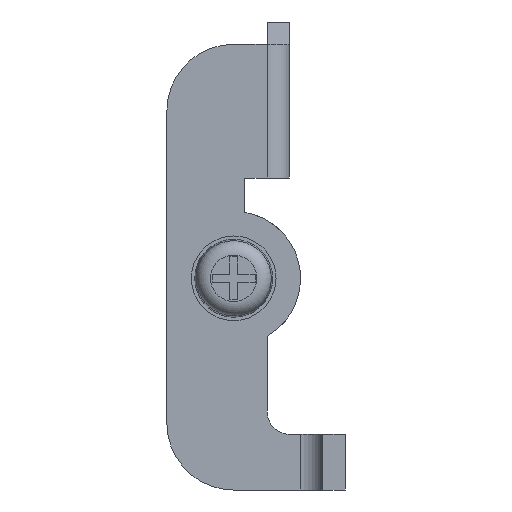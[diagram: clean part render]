
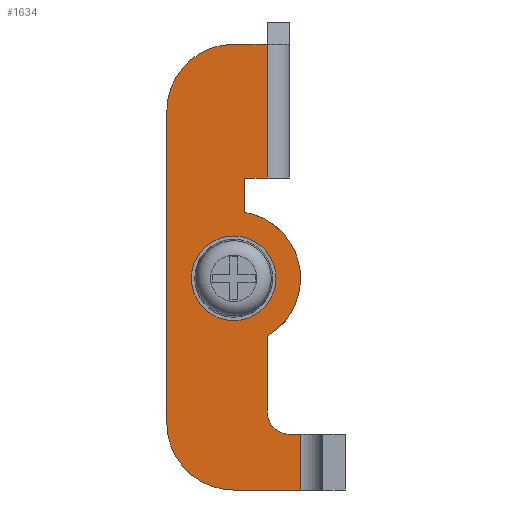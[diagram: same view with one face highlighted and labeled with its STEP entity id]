
A CAD part, left-side view. The second image highlights one B-rep face of the part: STEP entity #1634.
In plain terms, the highlighted planar face has unit normal (-1, 0, 0).
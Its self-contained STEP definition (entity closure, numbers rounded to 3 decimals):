
#64=LINE('',#2387,#238);
#73=LINE('',#2414,#247);
#80=LINE('',#2434,#254);
#95=LINE('',#2469,#269);
#121=LINE('',#2533,#295);
#126=LINE('',#2546,#300);
#128=LINE('',#2552,#302);
#137=LINE('',#2577,#311);
#139=LINE('',#2582,#313);
#238=VECTOR('',#1899,1000.);
#247=VECTOR('',#1920,1000.);
#254=VECTOR('',#1935,1000.);
#269=VECTOR('',#1960,1000.);
#295=VECTOR('',#2016,1000.);
#300=VECTOR('',#2033,1000.);
#302=VECTOR('',#2041,1000.);
#311=VECTOR('',#2074,1000.);
#313=VECTOR('',#2080,1000.);
#579=ORIENTED_EDGE('',*,*,#972,.F.);
#580=ORIENTED_EDGE('',*,*,#954,.F.);
#581=ORIENTED_EDGE('',*,*,#913,.F.);
#582=ORIENTED_EDGE('',*,*,#973,.T.);
#583=ORIENTED_EDGE('',*,*,#872,.T.);
#584=ORIENTED_EDGE('',*,*,#953,.F.);
#585=ORIENTED_EDGE('',*,*,#957,.F.);
#586=ORIENTED_EDGE('',*,*,#955,.F.);
#587=ORIENTED_EDGE('',*,*,#895,.F.);
#588=ORIENTED_EDGE('',*,*,#970,.T.);
#589=ORIENTED_EDGE('',*,*,#885,.F.);
#590=ORIENTED_EDGE('',*,*,#949,.T.);
#591=ORIENTED_EDGE('',*,*,#947,.F.);
#592=ORIENTED_EDGE('',*,*,#942,.F.);
#872=EDGE_CURVE('',#1099,#1098,#64,.T.);
#885=EDGE_CURVE('',#1110,#1111,#73,.T.);
#895=EDGE_CURVE('',#1119,#1120,#80,.T.);
#913=EDGE_CURVE('',#1134,#1135,#95,.T.);
#942=EDGE_CURVE('',#1154,#1155,#1258,.T.);
#947=EDGE_CURVE('',#1155,#1158,#121,.T.);
#949=EDGE_CURVE('',#1110,#1158,#1261,.T.);
#953=EDGE_CURVE('',#1159,#1098,#1262,.T.);
#954=EDGE_CURVE('',#1135,#1154,#126,.T.);
#955=EDGE_CURVE('',#1120,#1160,#1263,.T.);
#957=EDGE_CURVE('',#1160,#1159,#128,.T.);
#970=EDGE_CURVE('',#1119,#1111,#137,.T.);
#972=EDGE_CURVE('',#1165,#1165,#1268,.F.);
#973=EDGE_CURVE('',#1134,#1099,#139,.T.);
#1098=VERTEX_POINT('',#2386);
#1099=VERTEX_POINT('',#2388);
#1110=VERTEX_POINT('',#2413);
#1111=VERTEX_POINT('',#2415);
#1119=VERTEX_POINT('',#2433);
#1120=VERTEX_POINT('',#2435);
#1134=VERTEX_POINT('',#2468);
#1135=VERTEX_POINT('',#2470);
#1154=VERTEX_POINT('',#2522);
#1155=VERTEX_POINT('',#2524);
#1158=VERTEX_POINT('',#2534);
#1159=VERTEX_POINT('',#2543);
#1160=VERTEX_POINT('',#2549);
#1165=VERTEX_POINT('',#2581);
#1258=CIRCLE('',#1749,6.);
#1261=CIRCLE('',#1755,2.);
#1262=CIRCLE('',#1758,6.);
#1263=CIRCLE('',#1761,6.);
#1268=CIRCLE('',#1776,3.);
#1321=EDGE_LOOP('',(#579));
#1322=EDGE_LOOP('',(#580,#581,#582,#583,#584,#585,#586,#587,#588,#589,#590,
#591,#592));
#1445=FACE_BOUND('',#1321,.T.);
#1446=FACE_BOUND('',#1322,.T.);
#1557=PLANE('',#1775);
#1634=ADVANCED_FACE('',(#1445,#1446),#1557,.F.);
#1749=AXIS2_PLACEMENT_3D('',#2523,#2004,#2005);
#1755=AXIS2_PLACEMENT_3D('',#2537,#2020,#2021);
#1758=AXIS2_PLACEMENT_3D('',#2544,#2029,#2030);
#1761=AXIS2_PLACEMENT_3D('',#2548,#2036,#2037);
#1775=AXIS2_PLACEMENT_3D('',#2579,#2076,#2077);
#1776=AXIS2_PLACEMENT_3D('',#2580,#2078,#2079);
#1899=DIRECTION('',(0.,1.,0.));
#1920=DIRECTION('',(0.,-1.,0.));
#1935=DIRECTION('',(0.,1.,0.));
#1960=DIRECTION('',(0.,1.,0.));
#2004=DIRECTION('',(1.,0.,0.));
#2005=DIRECTION('',(0.,0.,-1.));
#2016=DIRECTION('',(0.,0.,-1.));
#2020=DIRECTION('',(1.,0.,0.));
#2021=DIRECTION('',(0.,0.,-1.));
#2029=DIRECTION('',(1.,0.,0.));
#2030=DIRECTION('',(0.,0.,-1.));
#2033=DIRECTION('',(0.,0.,-1.));
#2036=DIRECTION('',(1.,0.,0.));
#2037=DIRECTION('',(0.,0.,-1.));
#2041=DIRECTION('',(0.,0.,1.));
#2074=DIRECTION('',(0.,0.,1.));
#2076=DIRECTION('',(1.,0.,0.));
#2077=DIRECTION('',(0.,0.,-1.));
#2078=DIRECTION('',(1.,0.,0.));
#2079=DIRECTION('',(0.,0.,-1.));
#2080=DIRECTION('',(0.,0.,1.));
#2386=CARTESIAN_POINT('',(-28.,5.,0.));
#2387=CARTESIAN_POINT('',(-28.,-1.,0.));
#2388=CARTESIAN_POINT('',(-28.,2.,0.));
#2413=CARTESIAN_POINT('',(-28.,0.,-35.));
#2414=CARTESIAN_POINT('',(-28.,0.,-35.));
#2415=CARTESIAN_POINT('',(-28.,-1.,-35.));
#2433=CARTESIAN_POINT('',(-28.,-1.,-40.));
#2434=CARTESIAN_POINT('',(-28.,-1.,-40.));
#2435=CARTESIAN_POINT('',(-28.,5.,-40.));
#2468=CARTESIAN_POINT('',(-28.,2.,-12.));
#2469=CARTESIAN_POINT('',(-28.,0.,-12.));
#2470=CARTESIAN_POINT('',(-28.,4.,-12.));
#2522=CARTESIAN_POINT('',(-28.,4.,-15.084));
#2523=CARTESIAN_POINT('',(-28.,5.,-21.));
#2524=CARTESIAN_POINT('',(-28.,2.,-26.196));
#2533=CARTESIAN_POINT('',(-28.,2.,-26.196));
#2534=CARTESIAN_POINT('',(-28.,2.,-33.));
#2537=CARTESIAN_POINT('',(-28.,0.,-33.));
#2543=CARTESIAN_POINT('',(-28.,11.,-6.));
#2544=CARTESIAN_POINT('',(-28.,5.,-6.));
#2546=CARTESIAN_POINT('',(-28.,4.,-12.));
#2548=CARTESIAN_POINT('',(-28.,5.,-34.));
#2549=CARTESIAN_POINT('',(-28.,11.,-34.));
#2552=CARTESIAN_POINT('',(-28.,11.,-40.));
#2577=CARTESIAN_POINT('',(-28.,-1.,-40.));
#2579=CARTESIAN_POINT('',(-28.,-1.,-40.));
#2580=CARTESIAN_POINT('',(-28.,5.,-21.));
#2581=CARTESIAN_POINT('',(-28.,5.,-24.));
#2582=CARTESIAN_POINT('',(-28.,2.,-12.));
